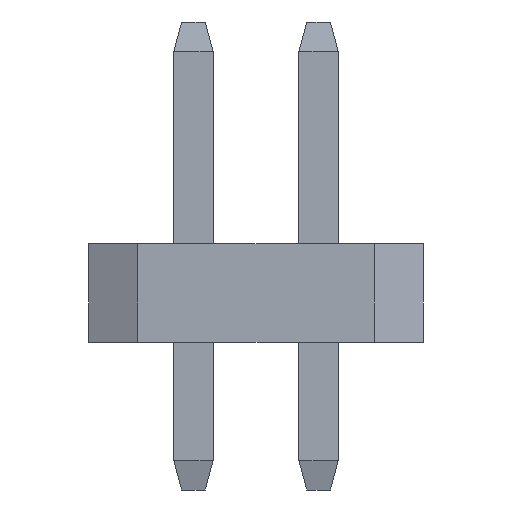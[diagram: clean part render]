
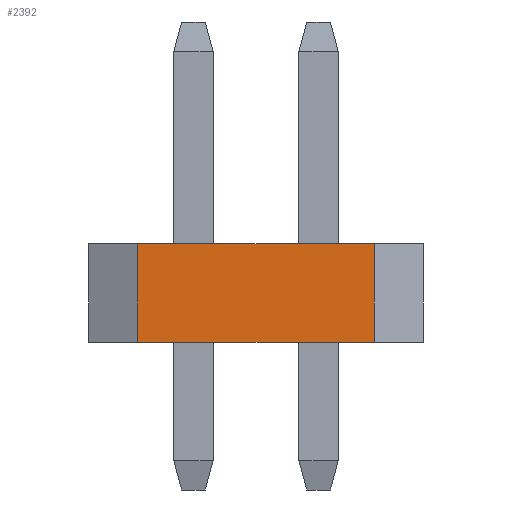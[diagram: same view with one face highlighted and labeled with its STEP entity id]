
A CAD part, left-side view. The second image highlights one B-rep face of the part: STEP entity #2392.
In plain terms, the highlighted planar face has unit normal (-1, 0, 0).
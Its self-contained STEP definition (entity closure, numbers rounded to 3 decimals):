
#12 = CARTESIAN_POINT ( 'NONE',  ( -8.89, -1.7, 1. ) ) ;
#54 = EDGE_CURVE ( 'NONE', #2394, #1425, #1330, .T. ) ;
#98 = VERTEX_POINT ( 'NONE', #204 ) ;
#104 = CARTESIAN_POINT ( 'NONE',  ( -8.89, -1.2, 0. ) ) ;
#139 = VECTOR ( 'NONE', #1339, 1000. ) ;
#154 = DIRECTION ( 'NONE',  ( 0., -1., 0. ) ) ;
#159 = ORIENTED_EDGE ( 'NONE', *, *, #958, .T. ) ;
#204 = CARTESIAN_POINT ( 'NONE',  ( -8.89, 1.2, 0. ) ) ;
#284 = CARTESIAN_POINT ( 'NONE',  ( -8.89, -1.7, 1. ) ) ;
#337 = CARTESIAN_POINT ( 'NONE',  ( -8.89, -1.2, 1. ) ) ;
#404 = CARTESIAN_POINT ( 'NONE',  ( -8.89, -1.2, -1.5 ) ) ;
#423 = CARTESIAN_POINT ( 'NONE',  ( -8.89, 1.2, -1.5 ) ) ;
#447 = FACE_OUTER_BOUND ( 'NONE', #1165, .T. ) ;
#773 = EDGE_CURVE ( 'NONE', #1334, #1425, #2071, .T. ) ;
#782 = DIRECTION ( 'NONE',  ( 0., 0., 1. ) ) ;
#829 = LINE ( 'NONE', #423, #1929 ) ;
#909 = LINE ( 'NONE', #2019, #1640 ) ;
#958 = EDGE_CURVE ( 'NONE', #98, #2394, #909, .T. ) ;
#1165 = EDGE_LOOP ( 'NONE', ( #159, #1956, #1637, #2059 ) ) ;
#1175 = CARTESIAN_POINT ( 'NONE',  ( -8.89, 1.2, 1. ) ) ;
#1257 = VECTOR ( 'NONE', #782, 1000. ) ;
#1330 = LINE ( 'NONE', #404, #1257 ) ;
#1334 = VERTEX_POINT ( 'NONE', #1175 ) ;
#1339 = DIRECTION ( 'NONE',  ( 0., -1., 0. ) ) ;
#1352 = AXIS2_PLACEMENT_3D ( 'NONE', #284, #1976, #1402 ) ;
#1402 = DIRECTION ( 'NONE',  ( 0., 0., -1. ) ) ;
#1425 = VERTEX_POINT ( 'NONE', #337 ) ;
#1590 = EDGE_CURVE ( 'NONE', #98, #1334, #829, .T. ) ;
#1599 = PLANE ( 'NONE',  #1352 ) ;
#1637 = ORIENTED_EDGE ( 'NONE', *, *, #773, .F. ) ;
#1640 = VECTOR ( 'NONE', #154, 1000. ) ;
#1754 = DIRECTION ( 'NONE',  ( 0., 0., 1. ) ) ;
#1929 = VECTOR ( 'NONE', #1754, 1000. ) ;
#1956 = ORIENTED_EDGE ( 'NONE', *, *, #54, .T. ) ;
#1976 = DIRECTION ( 'NONE',  ( 1., 0., 0. ) ) ;
#2019 = CARTESIAN_POINT ( 'NONE',  ( -8.89, -1.7, 0. ) ) ;
#2059 = ORIENTED_EDGE ( 'NONE', *, *, #1590, .F. ) ;
#2071 = LINE ( 'NONE', #12, #139 ) ;
#2392 = ADVANCED_FACE ( 'NONE', ( #447 ), #1599, .F. ) ;
#2394 = VERTEX_POINT ( 'NONE', #104 ) ;
